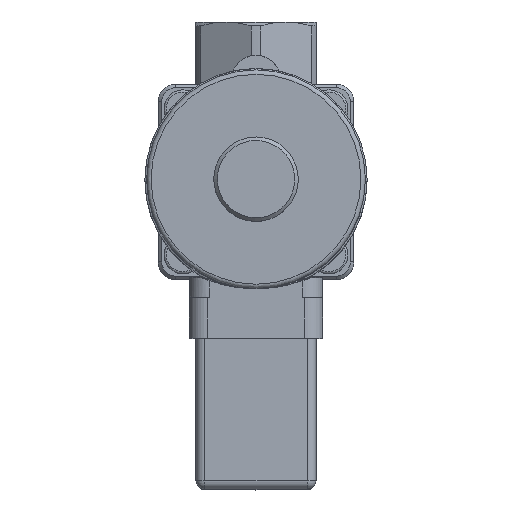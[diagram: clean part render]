
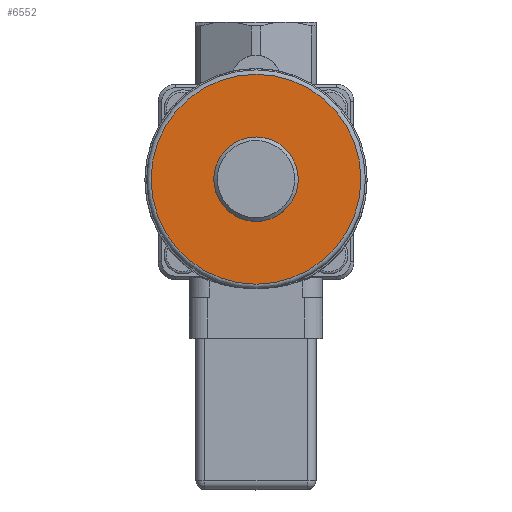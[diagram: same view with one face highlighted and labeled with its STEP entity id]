
A CAD part, top view. The second image highlights one B-rep face of the part: STEP entity #6552.
In plain terms, the highlighted planar face has unit normal (0, 0, 1).
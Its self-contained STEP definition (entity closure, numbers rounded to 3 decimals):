
#1320=PLANE('',#7118);
#1485=FACE_BOUND('',#2266,.T.);
#1841=FACE_OUTER_BOUND('',#2265,.T.);
#2265=EDGE_LOOP('',(#5930));
#2266=EDGE_LOOP('',(#5931));
#2597=CIRCLE('',#7119,23.6);
#2598=CIRCLE('',#7120,8.7);
#3204=VERTEX_POINT('',#23491);
#3205=VERTEX_POINT('',#23493);
#4132=EDGE_CURVE('',#3204,#3204,#2597,.T.);
#4133=EDGE_CURVE('',#3205,#3205,#2598,.T.);
#5930=ORIENTED_EDGE('',*,*,#4132,.F.);
#5931=ORIENTED_EDGE('',*,*,#4133,.F.);
#6552=ADVANCED_FACE('',(#1841,#1485),#1320,.T.);
#7118=AXIS2_PLACEMENT_3D('',#23490,#8581,#8582);
#7119=AXIS2_PLACEMENT_3D('',#23492,#8583,#8584);
#7120=AXIS2_PLACEMENT_3D('',#23494,#8585,#8586);
#8581=DIRECTION('center_axis',(0.,0.,
1.));
#8582=DIRECTION('ref_axis',(1.,0.,0.));
#8583=DIRECTION('center_axis',(0.,0.,
-1.));
#8584=DIRECTION('ref_axis',(0.,1.,0.));
#8585=DIRECTION('center_axis',(0.,0.,
1.));
#8586=DIRECTION('ref_axis',(0.988,0.158,0.));
#23490=CARTESIAN_POINT('Origin',(0.,14.825,377.));
#23491=CARTESIAN_POINT('',(0.,23.6,377.));
#23492=CARTESIAN_POINT('Origin',(0.,0.,
377.));
#23493=CARTESIAN_POINT('',(-8.591,-1.37,377.));
#23494=CARTESIAN_POINT('Origin',(0.,0.,
377.));
